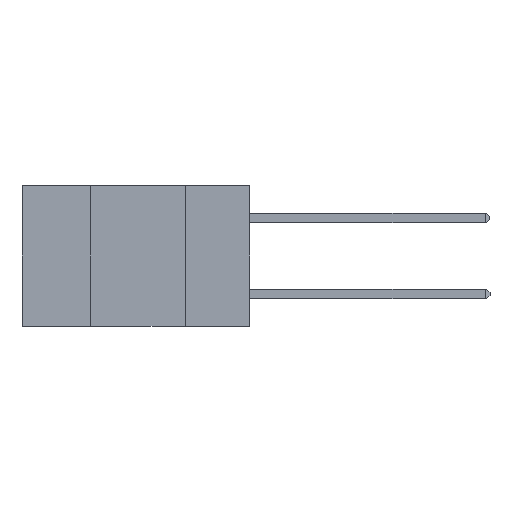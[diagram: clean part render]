
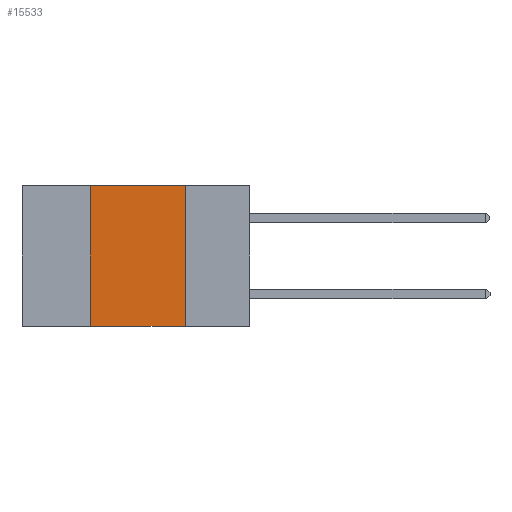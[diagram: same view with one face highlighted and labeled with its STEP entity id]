
A CAD part, left-side view. The second image highlights one B-rep face of the part: STEP entity #15533.
In plain terms, the highlighted planar face has unit normal (-1, 0, 0).
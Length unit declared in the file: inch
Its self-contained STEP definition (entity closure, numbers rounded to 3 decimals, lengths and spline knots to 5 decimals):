
#672 = EDGE_CURVE ( 'NONE', #893, #7991, #13644, .T. ) ;
#893 = VERTEX_POINT ( 'NONE', #13040 ) ;
#2353 = PLANE ( 'NONE',  #9962 ) ;
#2845 = VECTOR ( 'NONE', #9856, 39.37008 ) ;
#3841 = CARTESIAN_POINT ( 'NONE',  ( 0., 0.6, 0. ) ) ;
#4144 = EDGE_CURVE ( 'NONE', #12608, #7318, #9955, .T. ) ;
#7116 = CARTESIAN_POINT ( 'NONE',  ( 0., 0.6, 0. ) ) ;
#7318 = VERTEX_POINT ( 'NONE', #15266 ) ;
#7518 = EDGE_LOOP ( 'NONE', ( #15681, #16715, #17239, #17312 ) ) ;
#7884 = CARTESIAN_POINT ( 'NONE',  ( 0., 0.42, 0. ) ) ;
#7899 = FACE_OUTER_BOUND ( 'NONE', #7518, .T. ) ;
#7991 = VERTEX_POINT ( 'NONE', #9917 ) ;
#8084 = DIRECTION ( 'NONE',  ( 1., 0., 0. ) ) ;
#8290 = CARTESIAN_POINT ( 'NONE',  ( 0., 0.17, 0. ) ) ;
#9041 = CARTESIAN_POINT ( 'NONE',  ( 0., 0.6, -0.37 ) ) ;
#9101 = VECTOR ( 'NONE', #16457, 39.37008 ) ;
#9856 = DIRECTION ( 'NONE',  ( 0., -1., 0. ) ) ;
#9917 = CARTESIAN_POINT ( 'NONE',  ( 0., 0.17, -0.37 ) ) ;
#9955 = LINE ( 'NONE', #7116, #2845 ) ;
#9962 = AXIS2_PLACEMENT_3D ( 'NONE', #3841, #8084, #17572 ) ;
#11141 = CARTESIAN_POINT ( 'NONE',  ( 0., 0.42, 0. ) ) ;
#11400 = LINE ( 'NONE', #7884, #14146 ) ;
#12608 = VERTEX_POINT ( 'NONE', #11141 ) ;
#12794 = LINE ( 'NONE', #8290, #9101 ) ;
#13040 = CARTESIAN_POINT ( 'NONE',  ( 0., 0.42, -0.37 ) ) ;
#13181 = EDGE_CURVE ( 'NONE', #7318, #7991, #12794, .T. ) ;
#13234 = VECTOR ( 'NONE', #14473, 39.37008 ) ;
#13644 = LINE ( 'NONE', #9041, #13234 ) ;
#14146 = VECTOR ( 'NONE', #14721, 39.37008 ) ;
#14473 = DIRECTION ( 'NONE',  ( 0., -1., 0. ) ) ;
#14721 = DIRECTION ( 'NONE',  ( 0., 0., 1. ) ) ;
#15266 = CARTESIAN_POINT ( 'NONE',  ( 0., 0.17, 0. ) ) ;
#15533 = ADVANCED_FACE ( 'NONE', ( #7899 ), #2353, .F. ) ;
#15681 = ORIENTED_EDGE ( 'NONE', *, *, #13181, .F. ) ;
#16057 = EDGE_CURVE ( 'NONE', #893, #12608, #11400, .T. ) ;
#16457 = DIRECTION ( 'NONE',  ( 0., 0., -1. ) ) ;
#16715 = ORIENTED_EDGE ( 'NONE', *, *, #4144, .F. ) ;
#17239 = ORIENTED_EDGE ( 'NONE', *, *, #16057, .F. ) ;
#17312 = ORIENTED_EDGE ( 'NONE', *, *, #672, .T. ) ;
#17572 = DIRECTION ( 'NONE',  ( 0., 0., -1. ) ) ;
